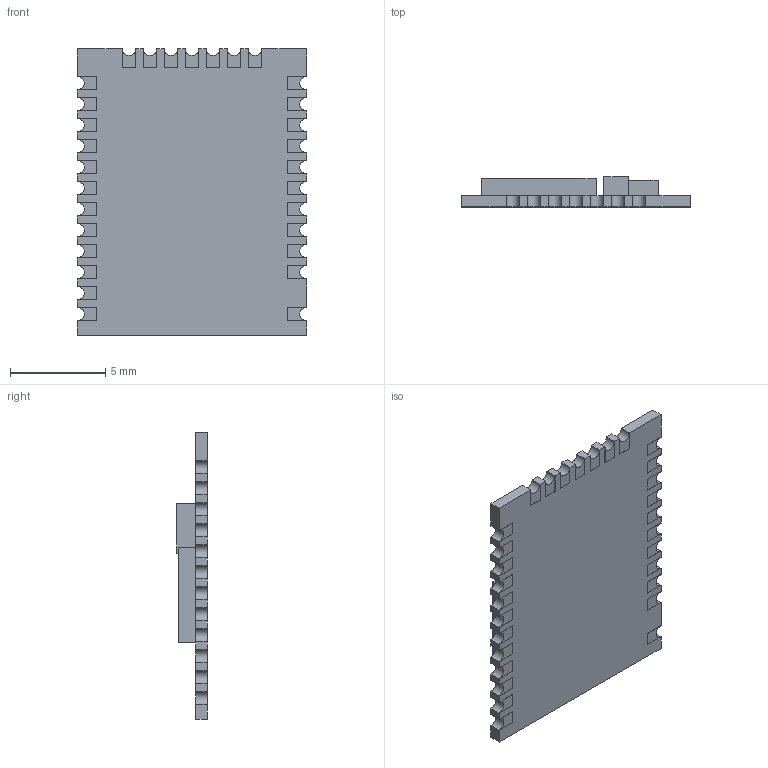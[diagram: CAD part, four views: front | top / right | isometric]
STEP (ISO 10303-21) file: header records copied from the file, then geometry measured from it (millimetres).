
FILE_DESCRIPTION (( 'STEP AP214' ), '1' );
FILE_NAME ('4B56FCFC-93FB-4A57-B89D-218BAD1EE7A7.STEP', '2022-08-11T18:10:58', ( '' ), ( '' ), 'SwSTEP 2.0', 'SolidWorks 2022', '' );
FILE_SCHEMA (( 'AUTOMOTIVE_DESIGN' ));
Length unit declared in the file: millimetre
Products named in the file (1): 4B56FCFC-93FB-4A57-B89D-218BAD1EE7A7
Bounding box: 12 x 1.6 x 15 mm (x, y, z)
Volume: 137.8 mm3; surface area: 422.5 mm2
Topology: 1 solids, 1 shells, 201 faces, 528 edges, 332 vertices
Faces by surface type: plane 171, cylinder 30
Entity records: 8287 total; most frequent: CARTESIAN_POINT 1062, ORIENTED_EDGE 1056, DIRECTION 992, EDGE_CURVE 528, LINE 468, VECTOR 468, VERTEX_POINT 332, AXIS2_PLACEMENT_3D 262
